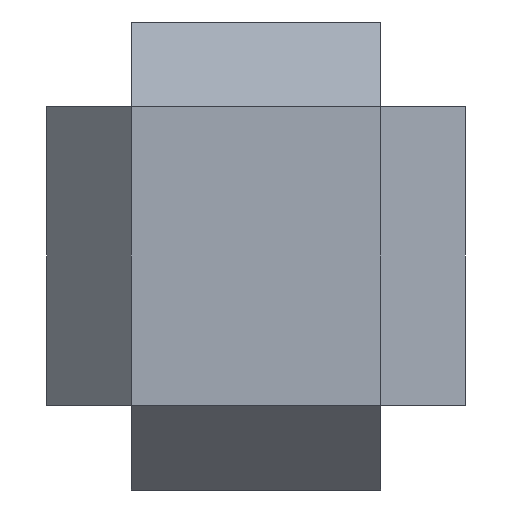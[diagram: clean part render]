
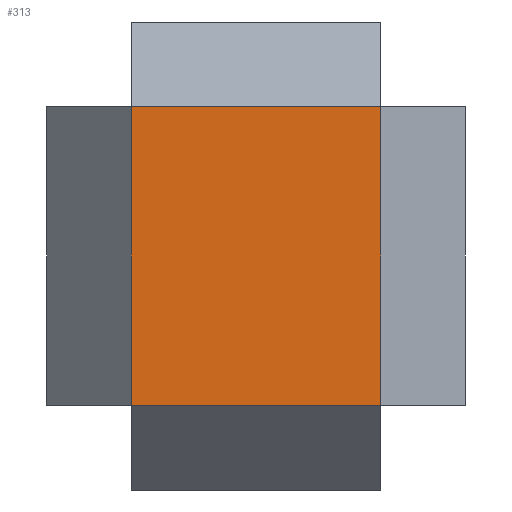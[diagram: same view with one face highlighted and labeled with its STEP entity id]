
A CAD part, front view. The second image highlights one B-rep face of the part: STEP entity #313.
In plain terms, the highlighted free-form (B-spline) face has degree [1, 1] with [2, 2] control points.
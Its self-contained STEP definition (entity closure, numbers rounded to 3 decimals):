
#24 = VERTEX_POINT('',#25);
#25 = CARTESIAN_POINT('',(-105.358,-84.287,
    -126.43));
#38 = VERTEX_POINT('',#39);
#39 = CARTESIAN_POINT('',(105.358,-84.287,
    -126.43));
#44 = EDGE_CURVE('',#38,#24,#45,.T.);
#45 = B_SPLINE_CURVE_WITH_KNOTS('',1,(#46,#47),.UNSPECIFIED.,.F.,.F.,(2,
    2),(-250.,0.),.PIECEWISE_BEZIER_KNOTS.);
#46 = CARTESIAN_POINT('',(105.358,-84.287,
    -126.43));
#47 = CARTESIAN_POINT('',(-105.358,-84.287,
    -126.43));
#191 = VERTEX_POINT('',#192);
#192 = CARTESIAN_POINT('',(-105.358,-84.287,
    126.43));
#197 = EDGE_CURVE('',#191,#198,#200,.T.);
#198 = VERTEX_POINT('',#199);
#199 = CARTESIAN_POINT('',(105.358,-84.287,
    126.43));
#200 = B_SPLINE_CURVE_WITH_KNOTS('',1,(#201,#202),.UNSPECIFIED.,.F.,.F.,
  (2,2),(0.,250.),.PIECEWISE_BEZIER_KNOTS.);
#201 = CARTESIAN_POINT('',(-105.358,-84.287,
    126.43));
#202 = CARTESIAN_POINT('',(105.358,-84.287,
    126.43));
#243 = EDGE_CURVE('',#198,#38,#244,.T.);
#244 = B_SPLINE_CURVE_WITH_KNOTS('',1,(#245,#246),.UNSPECIFIED.,.F.,.F.,
  (2,2),(0.,300.),.PIECEWISE_BEZIER_KNOTS.);
#245 = CARTESIAN_POINT('',(105.358,-84.287,
    126.43));
#246 = CARTESIAN_POINT('',(105.358,-84.287,
    -126.43));
#263 = EDGE_CURVE('',#24,#191,#264,.T.);
#264 = B_SPLINE_CURVE_WITH_KNOTS('',1,(#265,#266),.UNSPECIFIED.,.F.,.F.,
  (2,2),(-300.,0.),.PIECEWISE_BEZIER_KNOTS.);
#265 = CARTESIAN_POINT('',(-105.358,-84.287,
    -126.43));
#266 = CARTESIAN_POINT('',(-105.358,-84.287,
    126.43));
#313 = ADVANCED_FACE('',(#314),#320,.T.);
#314 = FACE_BOUND('',#315,.T.);
#315 = EDGE_LOOP('',(#316,#317,#318,#319));
#316 = ORIENTED_EDGE('',*,*,#243,.F.);
#317 = ORIENTED_EDGE('',*,*,#197,.F.);
#318 = ORIENTED_EDGE('',*,*,#263,.F.);
#319 = ORIENTED_EDGE('',*,*,#44,.F.);
#320 = B_SPLINE_SURFACE_WITH_KNOTS('',1,1,(
    (#321,#322)
    ,(#323,#324
    )),.UNSPECIFIED.,.F.,.F.,.F.,(2,2),(2,2),(-150.,150.),(-125.,125.),
  .PIECEWISE_BEZIER_KNOTS.);
#321 = CARTESIAN_POINT('',(-105.358,-84.287,
    126.43));
#322 = CARTESIAN_POINT('',(105.358,-84.287,
    126.43));
#323 = CARTESIAN_POINT('',(-105.358,-84.287,
    -126.43));
#324 = CARTESIAN_POINT('',(105.358,-84.287,
    -126.43));
